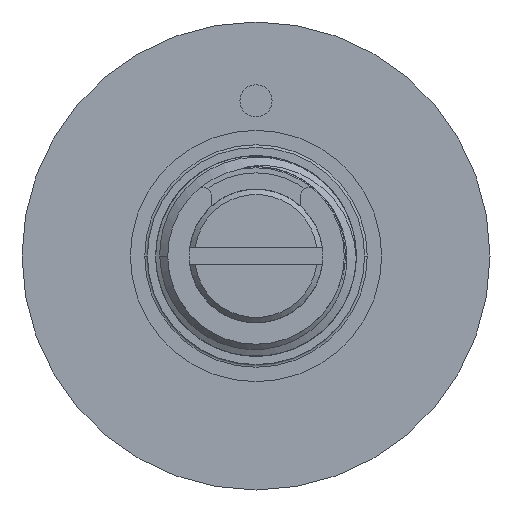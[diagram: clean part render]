
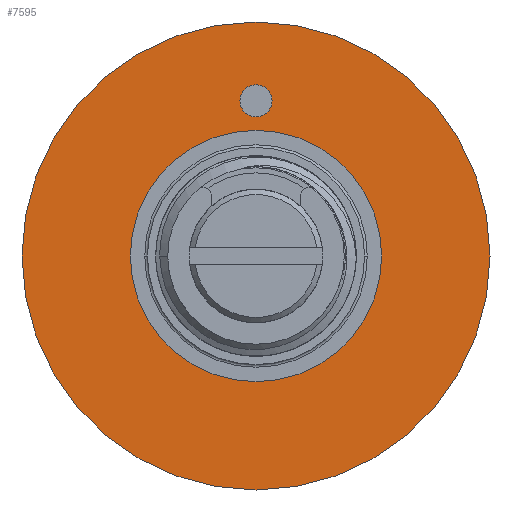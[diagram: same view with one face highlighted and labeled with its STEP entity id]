
A CAD part, front view. The second image highlights one B-rep face of the part: STEP entity #7595.
In plain terms, the highlighted planar face has unit normal (0, -1, 0).
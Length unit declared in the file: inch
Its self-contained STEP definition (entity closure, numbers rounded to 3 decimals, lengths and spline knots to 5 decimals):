
#1=CARTESIAN_POINT('',(0.,0.,0.29));
#2=DIRECTION('',(0.,-1.,0.));
#3=DIRECTION('',(-1.,0.,0.));
#4=AXIS2_PLACEMENT_3D('',#1,#2,#3);
#6=CARTESIAN_POINT('',(0.,0.,0.29));
#7=DIRECTION('',(0.,-1.,0.));
#8=DIRECTION('',(1.,0.,0.));
#9=AXIS2_PLACEMENT_3D('',#6,#7,#8);
#20=CARTESIAN_POINT('',(0.,0.,0.));
#21=DIRECTION('',(0.,-1.,0.));
#22=DIRECTION('',(1.,0.,0.));
#23=AXIS2_PLACEMENT_3D('',#20,#21,#22);
#34=CARTESIAN_POINT('',(0.,0.,0.));
#35=DIRECTION('',(0.,1.,0.));
#36=DIRECTION('',(1.,0.,0.));
#37=AXIS2_PLACEMENT_3D('',#34,#35,#36);
#299=CARTESIAN_POINT('',(0.,0.,0.));
#300=DIRECTION('',(0.,-1.,0.));
#301=DIRECTION('',(-1.,0.,0.));
#302=AXIS2_PLACEMENT_3D('',#299,#300,#301);
#304=CARTESIAN_POINT('',(0.,0.,0.));
#305=DIRECTION('',(0.,1.,0.));
#306=DIRECTION('',(-1.,0.,0.));
#307=AXIS2_PLACEMENT_3D('',#304,#305,#306);
#7272=CARTESIAN_POINT('',(0.4375,0.,0.));
#7273=CARTESIAN_POINT('',(-0.4375,0.,0.));
#7274=VERTEX_POINT('',#7272);
#7275=VERTEX_POINT('',#7273);
#7280=CARTESIAN_POINT('',(-0.03,0.,0.29));
#7281=CARTESIAN_POINT('',(0.03,0.,0.29));
#7282=VERTEX_POINT('',#7280);
#7283=VERTEX_POINT('',#7281);
#7288=CARTESIAN_POINT('',(-0.235,0.,0.));
#7290=VERTEX_POINT('',#7288);
#7292=CARTESIAN_POINT('',(0.235,0.,0.));
#7294=VERTEX_POINT('',#7292);
#7572=CARTESIAN_POINT('',(0.,0.,0.));
#7573=DIRECTION('',(0.,1.,0.));
#7574=DIRECTION('',(1.,0.,0.));
#7575=AXIS2_PLACEMENT_3D('',#7572,#7573,#7574);
#7576=PLANE('',#7575);
#7578=ORIENTED_EDGE('',*,*,#7577,.F.);
#7580=ORIENTED_EDGE('',*,*,#7579,.T.);
#7581=EDGE_LOOP('',(#7578,#7580));
#7582=FACE_OUTER_BOUND('',#7581,.F.);
#7584=ORIENTED_EDGE('',*,*,#7583,.T.);
#7586=ORIENTED_EDGE('',*,*,#7585,.F.);
#7587=EDGE_LOOP('',(#7584,#7586));
#7588=FACE_BOUND('',#7587,.F.);
#7590=ORIENTED_EDGE('',*,*,#7589,.T.);
#7592=ORIENTED_EDGE('',*,*,#7591,.T.);
#7593=EDGE_LOOP('',(#7590,#7592));
#7594=FACE_BOUND('',#7593,.F.);
#7595=ADVANCED_FACE('',(#7582,#7588,#7594),#7576,.F.);
#5=CIRCLE('',#4,0.03);
#10=CIRCLE('',#9,0.03);
#24=CIRCLE('',#23,0.4375);
#38=CIRCLE('',#37,0.4375);
#303=CIRCLE('',#302,0.235);
#308=CIRCLE('',#307,0.235);
#7577=EDGE_CURVE('',#7274,#7275,#24,.T.);
#7579=EDGE_CURVE('',#7274,#7275,#38,.T.);
#7583=EDGE_CURVE('',#7290,#7294,#303,.T.);
#7585=EDGE_CURVE('',#7290,#7294,#308,.T.);
#7589=EDGE_CURVE('',#7282,#7283,#5,.T.);
#7591=EDGE_CURVE('',#7283,#7282,#10,.T.);
